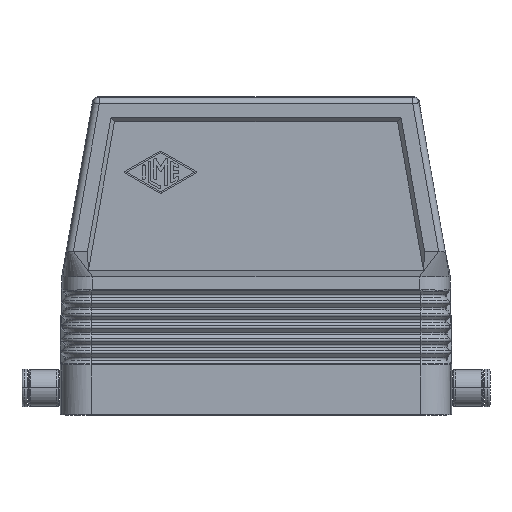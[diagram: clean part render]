
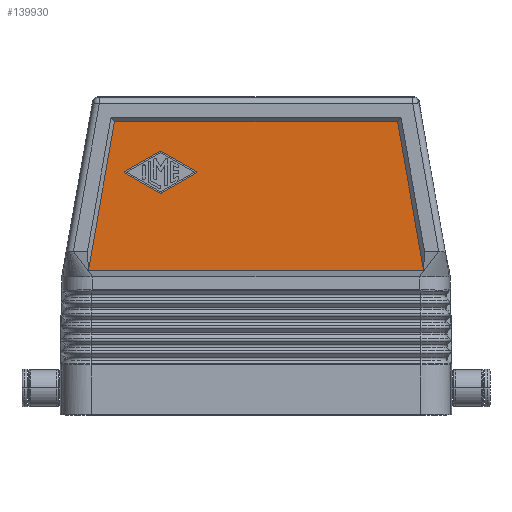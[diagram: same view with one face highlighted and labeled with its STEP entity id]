
A CAD part, left-side view. The second image highlights one B-rep face of the part: STEP entity #139930.
In plain terms, the highlighted planar face has unit normal (-1, 0, 0).
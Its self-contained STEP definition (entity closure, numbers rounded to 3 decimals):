
#138240=CARTESIAN_POINT('',(374.083,50.926,
70.233));
#138250=VERTEX_POINT('',#138240);
#138420=CARTESIAN_POINT('',(374.083,-16.613,
70.233));
#138430=VERTEX_POINT('',#138420);
#138460=CARTESIAN_POINT('',(374.083,44.373,
70.233));
#138470=DIRECTION('',(0.,1.,0.));
#138480=VECTOR('',#138470,1.);
#138490=LINE('',#138460,#138480);
#138500=EDGE_CURVE('',#138430,#138250,#138490,.T.);
#138730=CARTESIAN_POINT('',(374.083,-22.843,
34.87));
#138740=VERTEX_POINT('',#138730);
#138770=CARTESIAN_POINT('',(374.083,-26.831,
12.233));
#138780=DIRECTION('',(0.,0.174,0.985));
#138790=VECTOR('',#138780,1.);
#138800=LINE('',#138770,#138790);
#138810=EDGE_CURVE('',#138740,#138430,#138800,.T.);
#139000=CARTESIAN_POINT('',(374.083,-12.317,
48.893));
#139010=DIRECTION('',(1.,0.,0.));
#139020=DIRECTION('',(0.,1.,0.));
#139030=AXIS2_PLACEMENT_3D('',#139000,#139010,#139020);
#139040=PLANE('',#139030);
#139050=CARTESIAN_POINT('',(374.083,44.373,
34.87));
#139060=DIRECTION('',(-0.,1.,0.));
#139070=VECTOR('',#139060,1.);
#139080=LINE('',#139050,#139070);
#139090=CARTESIAN_POINT('',(374.083,57.156,
34.87));
#139100=VERTEX_POINT('',#139090);
#139110=EDGE_CURVE('',#138740,#139100,#139080,.T.);
#139120=ORIENTED_EDGE('',*,*,#139110,.F.);
#139130=CARTESIAN_POINT('',(374.083,61.144,
12.233));
#139140=DIRECTION('',(0.,-0.174,0.985));
#139150=VECTOR('',#139140,1.);
#139160=LINE('',#139130,#139150);
#139170=EDGE_CURVE('',#139100,#138250,#139160,.T.);
#139180=ORIENTED_EDGE('',*,*,#139170,.F.);
#139190=ORIENTED_EDGE('',*,*,#138500,.T.);
#139200=ORIENTED_EDGE('',*,*,#138810,.T.);
#139210=EDGE_LOOP('',(#139200,#139190,#139180,#139120));
#139220=FACE_OUTER_BOUND('',#139210,.T.);
#139230=CARTESIAN_POINT('',(374.083,44.373,
50.63));
#139240=DIRECTION('',(0.,-0.868,0.496));
#139250=VECTOR('',#139240,1.);
#139260=LINE('',#139230,#139250);
#139270=CARTESIAN_POINT('',(374.083,39.741,
53.277));
#139280=VERTEX_POINT('',#139270);
#139290=CARTESIAN_POINT('',(374.083,31.324,
58.088));
#139300=VERTEX_POINT('',#139290);
#139310=EDGE_CURVE('',#139280,#139300,#139260,.T.);
#139320=ORIENTED_EDGE('',*,*,#139310,.F.);
#139330=CARTESIAN_POINT('',(374.083,31.407,
58.233));
#139340=DIRECTION('',(-1.,0.,0.));
#139350=DIRECTION('',(0.,-1.,0.));
#139360=AXIS2_PLACEMENT_3D('',#139330,#139340,#139350);
#139370=CIRCLE('',#139360,0.167);
#139380=CARTESIAN_POINT('',(374.083,31.324,
58.377));
#139390=VERTEX_POINT('',#139380);
#139400=EDGE_CURVE('',#139300,#139390,#139370,.T.);
#139410=ORIENTED_EDGE('',*,*,#139400,.F.);
#139420=CARTESIAN_POINT('',(374.083,44.373,
65.836));
#139430=DIRECTION('',(0.,0.868,0.496));
#139440=VECTOR('',#139430,1.);
#139450=LINE('',#139420,#139440);
#139460=CARTESIAN_POINT('',(374.083,39.741,
63.188));
#139470=VERTEX_POINT('',#139460);
#139480=EDGE_CURVE('',#139390,#139470,#139450,.T.);
#139490=ORIENTED_EDGE('',*,*,#139480,.F.);
#139500=CARTESIAN_POINT('',(374.083,39.906,
62.899));
#139510=DIRECTION('',(-1.,0.,0.));
#139520=DIRECTION('',(0.,-1.,0.));
#139530=AXIS2_PLACEMENT_3D('',#139500,#139510,#139520);
#139540=CIRCLE('',#139530,0.333);
#139550=CARTESIAN_POINT('',(374.083,40.072,
63.188));
#139560=VERTEX_POINT('',#139550);
#139570=EDGE_CURVE('',#139470,#139560,#139540,.T.);
#139580=ORIENTED_EDGE('',*,*,#139570,.F.);
#139590=CARTESIAN_POINT('',(374.083,44.373,
60.73));
#139600=DIRECTION('',(0.,0.868,-0.496));
#139610=VECTOR('',#139600,1.);
#139620=LINE('',#139590,#139610);
#139630=CARTESIAN_POINT('',(374.083,48.488,
58.377));
#139640=VERTEX_POINT('',#139630);
#139650=EDGE_CURVE('',#139560,#139640,#139620,.T.);
#139660=ORIENTED_EDGE('',*,*,#139650,.F.);
#139670=CARTESIAN_POINT('',(374.083,48.405,
58.233));
#139680=DIRECTION('',(-1.,0.,0.));
#139690=DIRECTION('',(0.,-1.,0.));
#139700=AXIS2_PLACEMENT_3D('',#139670,#139680,#139690);
#139710=CIRCLE('',#139700,0.167);
#139720=CARTESIAN_POINT('',(374.083,48.488,
58.088));
#139730=VERTEX_POINT('',#139720);
#139740=EDGE_CURVE('',#139640,#139730,#139710,.T.);
#139750=ORIENTED_EDGE('',*,*,#139740,.F.);
#139760=CARTESIAN_POINT('',(374.083,44.373,
55.735));
#139770=DIRECTION('',(0.,-0.868,-0.496));
#139780=VECTOR('',#139770,1.);
#139790=LINE('',#139760,#139780);
#139800=CARTESIAN_POINT('',(374.083,40.072,
53.277));
#139810=VERTEX_POINT('',#139800);
#139820=EDGE_CURVE('',#139730,#139810,#139790,.T.);
#139830=ORIENTED_EDGE('',*,*,#139820,.F.);
#139840=CARTESIAN_POINT('',(374.083,39.906,
53.566));
#139850=DIRECTION('',(-1.,0.,0.));
#139860=DIRECTION('',(0.,-1.,0.));
#139870=AXIS2_PLACEMENT_3D('',#139840,#139850,#139860);
#139880=CIRCLE('',#139870,0.333);
#139890=EDGE_CURVE('',#139810,#139280,#139880,.T.);
#139900=ORIENTED_EDGE('',*,*,#139890,.F.);
#139910=EDGE_LOOP('',(#139900,#139830,#139750,#139660,#139580,#139490,
#139410,#139320));
#139920=FACE_BOUND('',#139910,.T.);
#139930=ADVANCED_FACE('',(#139220,#139920),#139040,.F.);
